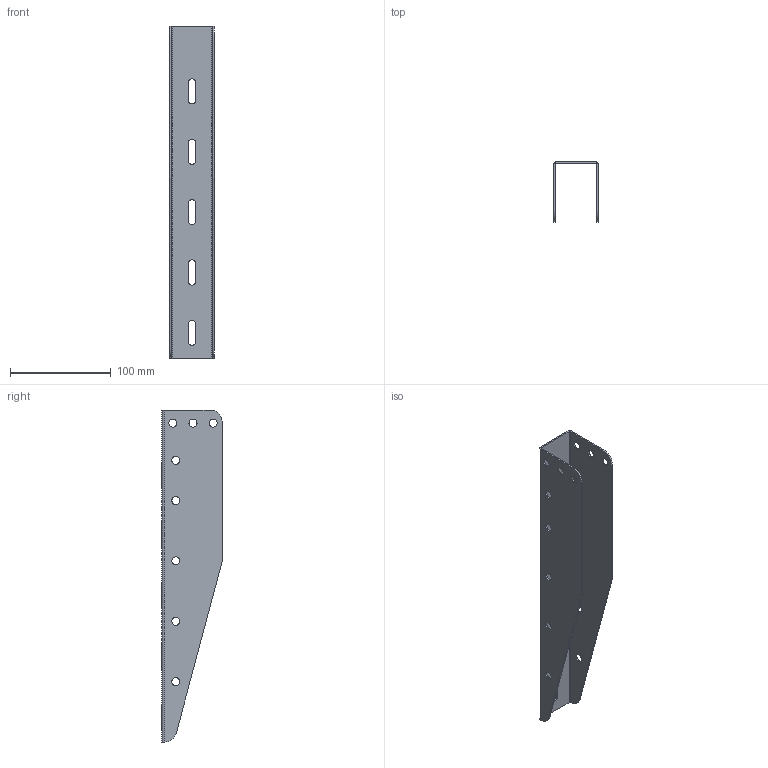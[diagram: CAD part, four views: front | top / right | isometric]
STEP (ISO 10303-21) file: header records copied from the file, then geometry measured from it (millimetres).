
FILE_DESCRIPTION (( 'STEP AP203' ), '1' );
FILE_NAME ('Êîíñîëü BM_BBM5030.STEP', '2012-11-20T08:31:00', ( 'Àñååâ' ), ( '' ), 'SwSTEP 2.0', 'SolidWorks 2012', '' );
FILE_SCHEMA (( 'CONFIG_CONTROL_DESIGN' ));
Length unit declared in the file: millimetre
Products named in the file (1): Êîíñîëü BM_BBM5030
Bounding box: 44 x 60 x 330 mm (x, y, z)
Volume: 63472 mm3; surface area: 86987.3 mm2
Topology: 1 solids, 1 shells, 64 faces, 170 edges, 108 vertices
Faces by surface type: cylinder 34, plane 30
Full cylindrical faces by diameter (mm): 8 x16
Entity records: 2075 total; most frequent: DIRECTION 352, CARTESIAN_POINT 327, ORIENTED_EDGE 308, EDGE_CURVE 154, AXIS2_PLACEMENT_3D 133, EDGE_LOOP 122, VERTEX_POINT 108, LINE 86
